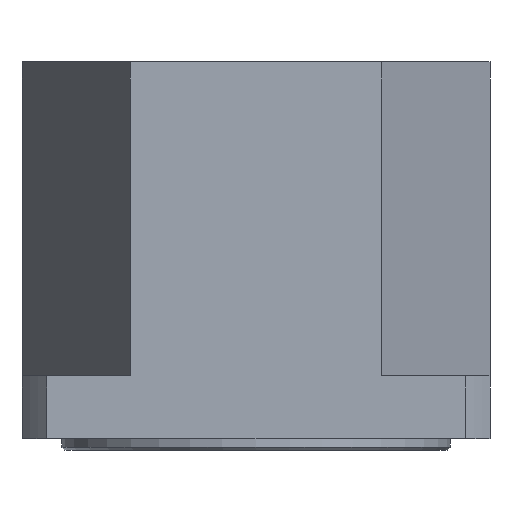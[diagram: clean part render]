
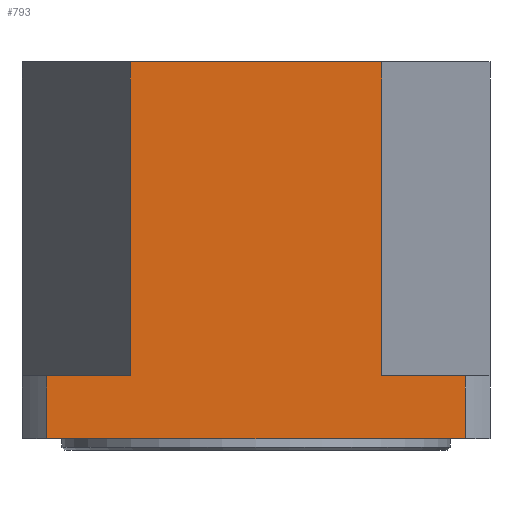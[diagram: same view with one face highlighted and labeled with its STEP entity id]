
A CAD part, front view. The second image highlights one B-rep face of the part: STEP entity #793.
In plain terms, the highlighted planar face has unit normal (0, -1, 0).
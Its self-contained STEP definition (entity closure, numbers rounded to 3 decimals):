
#385=CARTESIAN_POINT('',(22.0,-34.,66.));
#386=VERTEX_POINT('',#385);
#433=CARTESIAN_POINT('',(-22.0,-34.,66.));
#434=VERTEX_POINT('',#433);
#441=CARTESIAN_POINT('',(22.0,-34.,66.));
#442=DIRECTION('',(-1.0,0.0,0.0));
#443=VECTOR('',#442,44.0);
#444=LINE('',#441,#443);
#445=EDGE_CURVE('',#386,#434,#444,.T.);
#514=CARTESIAN_POINT('',(-36.661,-34.,11.0));
#515=VERTEX_POINT('',#514);
#531=CARTESIAN_POINT('',(-36.661,-34.,0.0));
#532=VERTEX_POINT('',#531);
#540=CARTESIAN_POINT('',(-36.661,-34.,11.0));
#541=DIRECTION('',(0.0,0.0,-1.0));
#542=VECTOR('',#541,11.0);
#543=LINE('',#540,#542);
#544=EDGE_CURVE('',#515,#532,#543,.T.);
#554=CARTESIAN_POINT('',(36.661,-34.0,11.0));
#555=VERTEX_POINT('',#554);
#565=CARTESIAN_POINT('',(36.661,-34.0,0.0));
#566=VERTEX_POINT('',#565);
#567=CARTESIAN_POINT('',(36.661,-34.0,0.0));
#568=DIRECTION('',(0.0,0.0,1.0));
#569=VECTOR('',#568,11.0);
#570=LINE('',#567,#569);
#571=EDGE_CURVE('',#566,#555,#570,.T.);
#681=CARTESIAN_POINT('',(-22.0,-34.,11.0));
#682=VERTEX_POINT('',#681);
#683=CARTESIAN_POINT('',(-22.0,-34.,11.0));
#684=DIRECTION('',(-1.0,0.0,0.0));
#685=VECTOR('',#684,14.661);
#686=LINE('',#683,#685);
#687=EDGE_CURVE('',#682,#515,#686,.T.);
#748=CARTESIAN_POINT('',(41.,-34.0,0.0));
#749=DIRECTION('',(0.0,-1.0,0.0));
#750=DIRECTION('',(0.0,0.0,-1.0));
#751=AXIS2_PLACEMENT_3D('',#748,#749,#750);
#752=PLANE('',#751);
#753=ORIENTED_EDGE('',*,*,#544,.T.);
#754=CARTESIAN_POINT('',(0.,-34.0,0.0));
#755=VERTEX_POINT('',#754);
#756=CARTESIAN_POINT('',(0.0,-34.,0.0));
#757=DIRECTION('',(-1.0,0.0,0.0));
#758=VECTOR('',#757,36.661);
#759=LINE('',#756,#758);
#760=EDGE_CURVE('',#755,#532,#759,.T.);
#761=ORIENTED_EDGE('',*,*,#760,.F.);
#762=CARTESIAN_POINT('',(36.661,-34.0,0.0));
#763=DIRECTION('',(-1.0,0.0,0.0));
#764=VECTOR('',#763,36.661);
#765=LINE('',#762,#764);
#766=EDGE_CURVE('',#566,#755,#765,.T.);
#767=ORIENTED_EDGE('',*,*,#766,.F.);
#768=ORIENTED_EDGE('',*,*,#571,.T.);
#769=CARTESIAN_POINT('',(22.0,-34.,11.0));
#770=VERTEX_POINT('',#769);
#771=CARTESIAN_POINT('',(36.661,-34.0,11.0));
#772=DIRECTION('',(-1.0,0.0,0.0));
#773=VECTOR('',#772,14.661);
#774=LINE('',#771,#773);
#775=EDGE_CURVE('',#555,#770,#774,.T.);
#776=ORIENTED_EDGE('',*,*,#775,.T.);
#777=CARTESIAN_POINT('',(22.0,-34.,11.0));
#778=DIRECTION('',(0.0,0.0,1.0));
#779=VECTOR('',#778,55.);
#780=LINE('',#777,#779);
#781=EDGE_CURVE('',#770,#386,#780,.T.);
#782=ORIENTED_EDGE('',*,*,#781,.T.);
#783=ORIENTED_EDGE('',*,*,#445,.T.);
#784=CARTESIAN_POINT('',(-22.0,-34.,11.0));
#785=DIRECTION('',(0.0,0.0,1.0));
#786=VECTOR('',#785,55.);
#787=LINE('',#784,#786);
#788=EDGE_CURVE('',#682,#434,#787,.T.);
#789=ORIENTED_EDGE('',*,*,#788,.F.);
#790=ORIENTED_EDGE('',*,*,#687,.T.);
#791=EDGE_LOOP('',(#753,#761,#767,#768,#776,#782,#783,#789,#790));
#792=FACE_OUTER_BOUND('',#791,.T.);
#793=ADVANCED_FACE('',(#792),#752,.T.);
